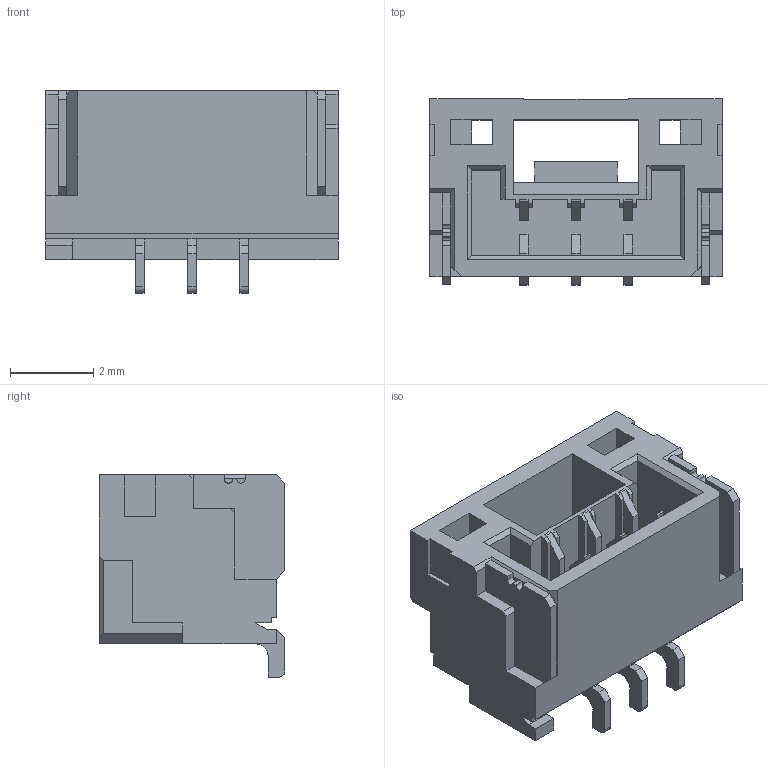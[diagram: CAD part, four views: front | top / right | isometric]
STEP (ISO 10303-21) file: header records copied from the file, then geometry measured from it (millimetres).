
FILE_DESCRIPTION (( 'STEP AP214' ), '1' );
FILE_NAME ('SM03B-GHS-TB(LF)(SN).STEP', '2021-11-19T10:21:55', ( '' ), ( '' ), 'SwSTEP 2.0', 'SolidWorks 2018', '' );
FILE_SCHEMA (( 'AUTOMOTIVE_DESIGN' ));
Length unit declared in the file: millimetre
Products named in the file (1): SM03B-GHS-TB(LF)(SN)
Bounding box: 7 x 4.45 x 4.85 mm (x, y, z)
Volume: 66.5 mm3; surface area: 321 mm2
Topology: 6 solids, 6 shells, 239 faces, 683 edges, 452 vertices
Faces by surface type: plane 225, cylinder 14
Entity records: 8804 total; most frequent: CARTESIAN_POINT 1375, ORIENTED_EDGE 1366, DIRECTION 1191, EDGE_CURVE 683, LINE 655, VECTOR 655, VERTEX_POINT 452, AXIS2_PLACEMENT_3D 268
